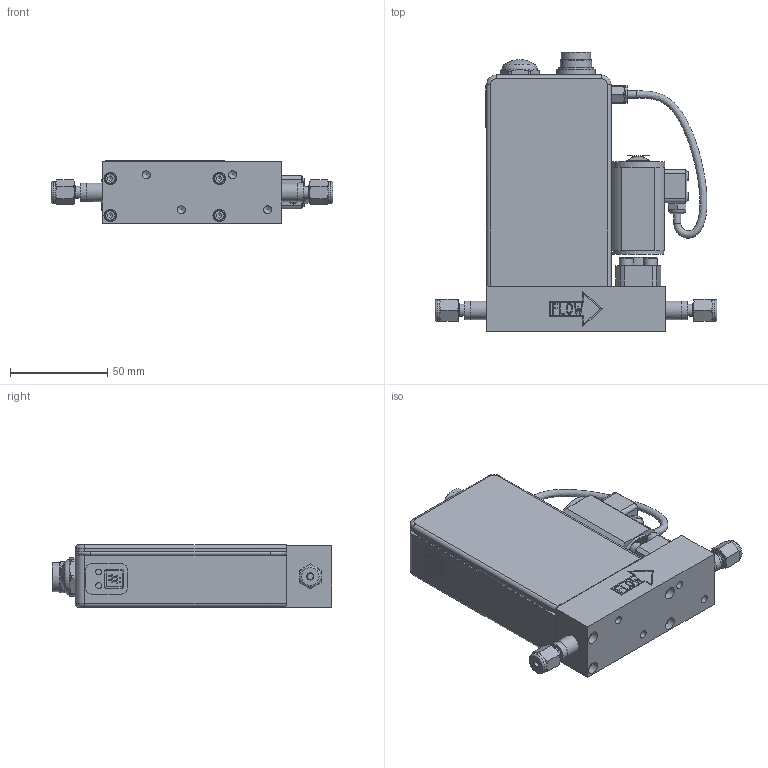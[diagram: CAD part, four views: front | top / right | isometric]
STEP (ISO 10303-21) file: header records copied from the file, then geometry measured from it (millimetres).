
FILE_DESCRIPTION(/* description */ (''),/* implementation_level */ '2;1');
FILE_NAME(/* name */ 'M13V10I-Ann-11.stp',/* time_stamp */ '2024-12-09T13:26:24+01:00',/* author */ ('M-Huiskes'),/* organization */ (''),/* preprocessor_version */ 'ST-DEVELOPER v18.1',/* originating_system */ 'Autodesk Inventor 2021',/* authorisation */ '');
FILE_SCHEMA (('AUTOMOTIVE_DESIGN { 1 0 10303 214 3 1 1 }'));
Length unit declared in the file: millimetre
Products named in the file (1): Part2
Bounding box: 144.8 x 143.8 x 32.14 mm (x, y, z)
Volume: 341846.5 mm3; surface area: 50056.1 mm2
Topology: 1 solids, 10 shells, 647 faces, 1586 edges, 1020 vertices
Faces by surface type: plane 363, cylinder 135, cone 59, torus 48, bspline 34, sphere 8
Full cylindrical faces by diameter (mm): 1 x8, 2.459 x2, 2.5 x1, 2.8 x2, 3 x3, 3.175 x2, 3.2 x1, 3.7 x3, 4.134 x4, 4.6 x1, 4.917 x1, 5 x2, 5.5 x10, 6 x4, 6.2 x2, 6.4 x1, 6.5 x4, 6.917 x2, 7 x5, 9.53 x4, 11.1 x2, 11.989 x1, 14.5 x1, 15 x1, 16 x2, 16.8 x1, 18 x1, 18.1 x1, 20 x1, 26 x1
Entity records: 19885 total; most frequent: CARTESIAN_POINT 4506, ORIENTED_EDGE 3118, DIRECTION 3026, EDGE_CURVE 1559, AXIS2_PLACEMENT_3D 1093, VERTEX_POINT 1020, LINE 840, VECTOR 840
